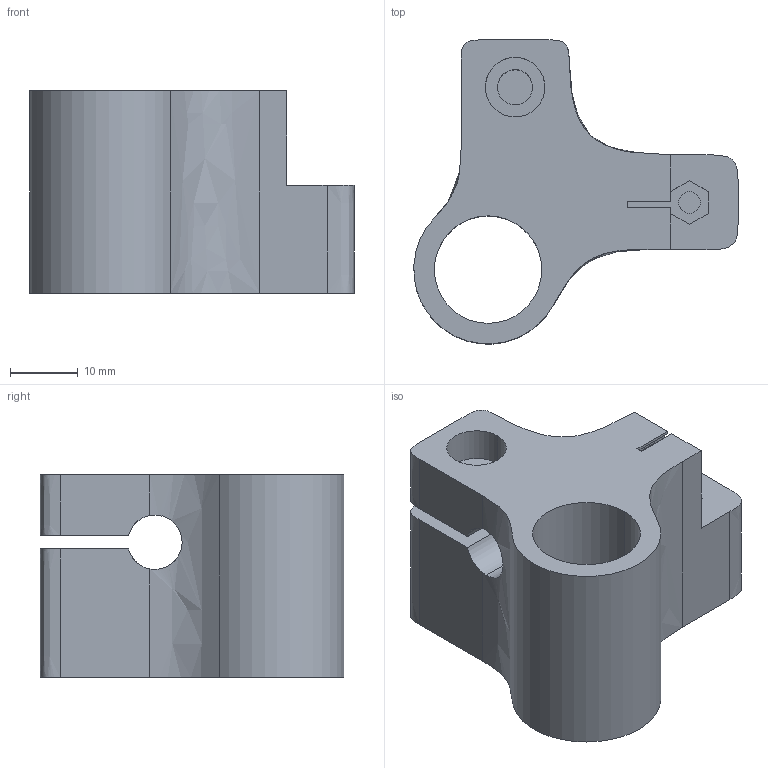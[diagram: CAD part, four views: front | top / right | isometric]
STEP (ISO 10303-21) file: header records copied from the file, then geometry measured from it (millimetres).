
FILE_DESCRIPTION (( 'STEP AP214' ), '1' );
FILE_NAME ('XY Axis Belt Tensioner v1-3 8mm.STEP', '2015-06-11T07:27:17', ( '' ), ( '' ), 'SwSTEP 2.0', 'SolidWorks 2015', '' );
FILE_SCHEMA (( 'AUTOMOTIVE_DESIGN' ));
Length unit declared in the file: millimetre
Products named in the file (1): XY Axis Belt Tensioner v1-3 8mm
Bounding box: 47.97 x 44.98 x 30 mm (x, y, z)
Volume: 23180.6 mm3; surface area: 10061.8 mm2
Topology: 1 solids, 1 shells, 98 faces, 269 edges, 178 vertices
Faces by surface type: plane 70, cylinder 18, bspline 10
Entity records: 3906 total; most frequent: CARTESIAN_POINT 1468, ORIENTED_EDGE 538, DIRECTION 436, EDGE_CURVE 269, VECTOR 192, LINE 192, VERTEX_POINT 178, AXIS2_PLACEMENT_3D 122
